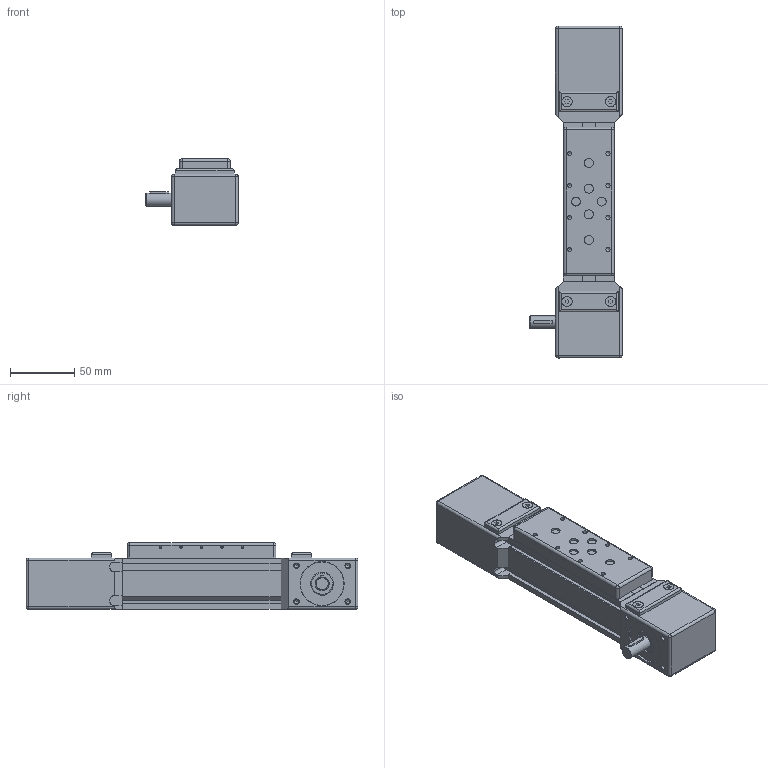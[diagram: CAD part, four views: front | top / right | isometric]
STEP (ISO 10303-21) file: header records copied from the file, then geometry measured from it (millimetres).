
FILE_DESCRIPTION((''),'2;1');
FILE_NAME('MTJ MRJ 40 TIP 1L ASM.stp','2011-05-23T10:44:28',('Matej'),(''),'Autodesk Inventor 2011','Autodesk Inventor 2011','');
FILE_SCHEMA(('AUTOMOTIVE_DESIGN { 1 0 10303 214 1 1 1 1 }'));
Length unit declared in the file: millimetre
Products named in the file (6): MTJ MRJ 40 TIP 1L ASM; MTJ MRJ 40 TIP 1L; PROFIL MTJ IN MRJ 40; NAPENJALNI DEL MTJ IN MRJ 40; POGONSKI DEL MTJ IN MRJ 40 TIP 1L; VOZIČEK MTJ IN MRJ 40
Assembly tree (5 placements, depth 3):
  MTJ MRJ 40 TIP 1L ASM
    MTJ MRJ 40 TIP 1L
      PROFIL MTJ IN MRJ 40
      NAPENJALNI DEL MTJ IN MRJ 40
      POGONSKI DEL MTJ IN MRJ 40 TIP 1L
      VOZIČEK MTJ IN MRJ 40
Bounding box: 72 x 259 x 52 mm (x, y, z)
Volume: 497880.5 mm3; surface area: 97293.8 mm2
Topology: 4 solids, 9 shells, 530 faces, 1294 edges, 796 vertices
Faces by surface type: plane 298, cylinder 160, cone 57, sphere 12, torus 3
Full cylindrical faces by diameter (mm): 2.013 x10, 3.242 x18, 7 x6, 8 x4, 10 x7, 17 x2, 18 x2, 20.88 x1, 24.95 x2, 34 x2
Entity records: 14977 total; most frequent: DIRECTION 2626, CARTESIAN_POINT 2459, ORIENTED_EDGE 2256, EDGE_CURVE 1128, AXIS2_PLACEMENT_3D 959, VERTEX_POINT 756, VECTOR 708, LINE 708
